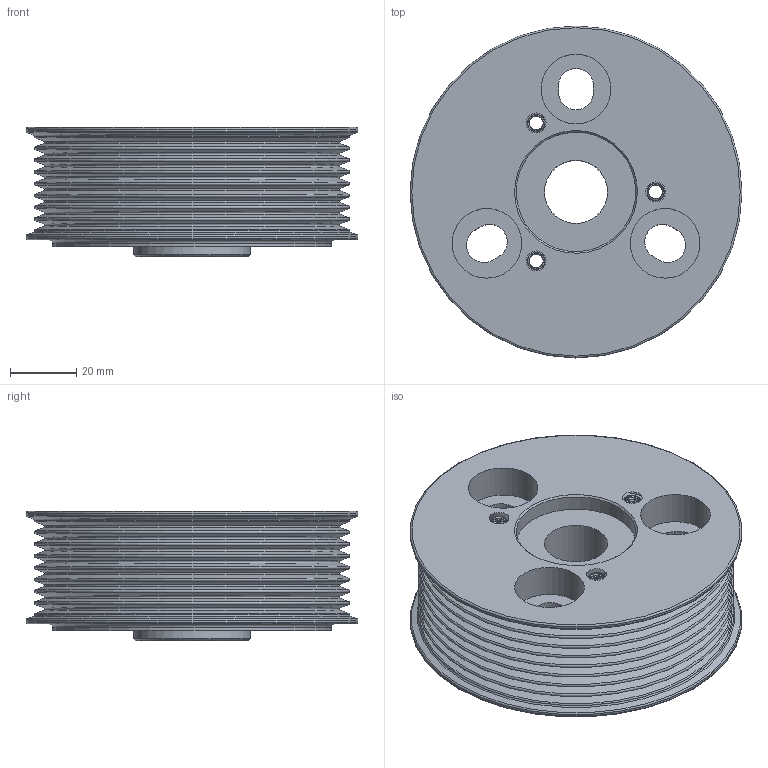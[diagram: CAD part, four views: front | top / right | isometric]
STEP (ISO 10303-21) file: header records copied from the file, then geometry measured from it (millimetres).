
FILE_DESCRIPTION(/* description */ (''),/* implementation_level */ '2;1');
FILE_NAME(/* name */ 'PULLEY_95MM_V2.step',/* time_stamp */ '2023-08-16T15:40:18+02:00',/* author */ (''),/* organization */ (''),/* preprocessor_version */ 'ST-DEVELOPER v20',/* originating_system */ 'Autodesk Translation Framework v12.9.0.99',/* authorisation */ '');
FILE_SCHEMA (('AUTOMOTIVE_DESIGN { 1 0 10303 214 3 1 1 }'));
Length unit declared in the file: millimetre
Products named in the file (1): PULLEY_95MM_V2
Bounding box: 100 x 100 x 38.9 mm (x, y, z)
Volume: 183486.9 mm3; surface area: 49531.3 mm2
Topology: 1 solids, 1 shells, 262 faces, 696 edges, 448 vertices
Faces by surface type: cylinder 186, torus 24, plane 23, cone 23, bspline 6
Full cylindrical faces by diameter (mm): 4.234 x42, 5.12 x18, 19 x1, 20 x6, 21 x3, 35.2 x1, 36 x1, 84 x1, 100 x2
Entity records: 17514 total; most frequent: CARTESIAN_POINT 11517, ORIENTED_EDGE 1392, DIRECTION 1007, EDGE_CURVE 696, VERTEX_POINT 448, AXIS2_PLACEMENT_3D 393, B_SPLINE_CURVE_WITH_KNOTS 339, EDGE_LOOP 288
